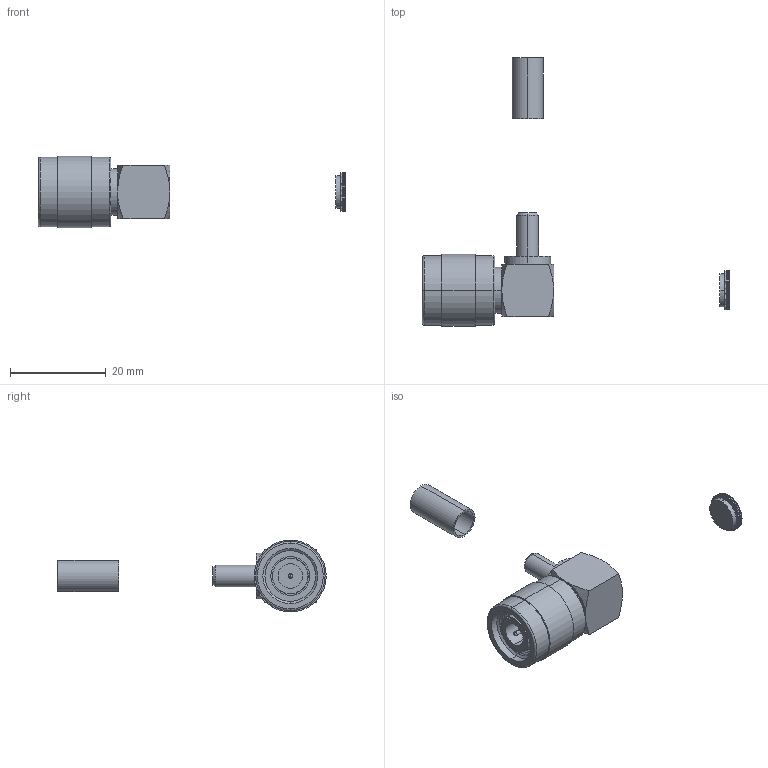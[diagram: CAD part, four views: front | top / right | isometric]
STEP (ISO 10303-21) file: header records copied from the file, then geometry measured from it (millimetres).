
FILE_DESCRIPTION (( 'STEP AP214' ), '1' );
FILE_NAME ('BAC534.STEP', '2009-07-15T14:02:43', ( ' ' ), ( ' ' ), 'SwSTEP 2.0', 'SolidWorks 2008', '' );
FILE_SCHEMA (( 'AUTOMOTIVE_DESIGN' ));
Length unit declared in the file: inch
Products named in the file (4): BAC534-MA2; BAC534-MA1; BAC534
Assembly tree (3 placements, depth 2):
  BAC534
    BAC534-MA2
    BAC534-MA1
    BAC534
Bounding box: 64.06 x 55.97 x 14.99 mm (x, y, z)
Volume: 3378.6 mm3; surface area: 4143.1 mm2
Topology: 3 solids, 3 shells, 421 faces, 1097 edges, 702 vertices
Faces by surface type: cylinder 312, cone 60, plane 43, torus 6
Entity records: 13780 total; most frequent: DIRECTION 2603, CARTESIAN_POINT 2410, ORIENTED_EDGE 2194, EDGE_CURVE 1097, AXIS2_PLACEMENT_3D 1097, VERTEX_POINT 702, CIRCLE 670, EDGE_LOOP 445
